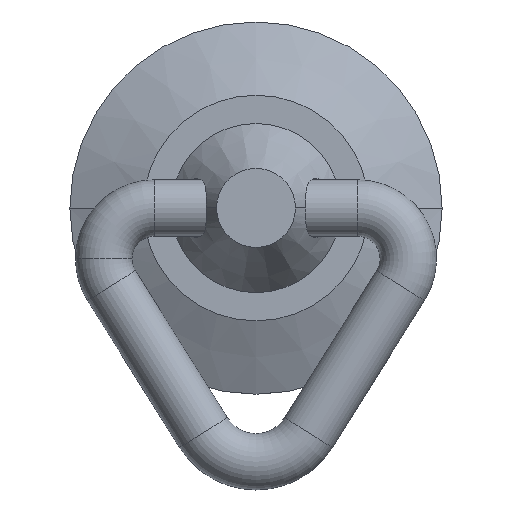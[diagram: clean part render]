
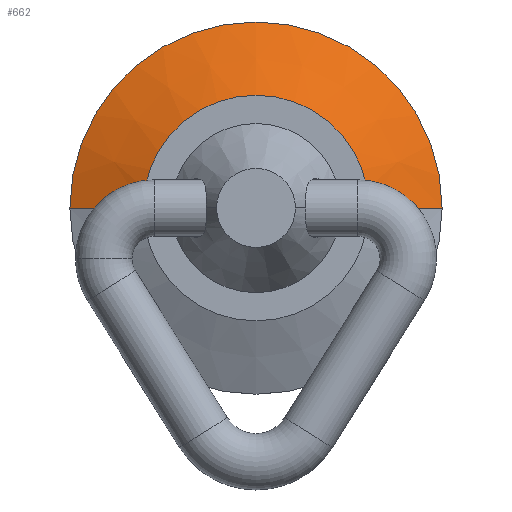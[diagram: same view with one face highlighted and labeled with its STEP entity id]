
A CAD part, top view. The second image highlights one B-rep face of the part: STEP entity #662.
In plain terms, the highlighted conical face has half-angle 65.225 degrees and reference radius 10 mm.
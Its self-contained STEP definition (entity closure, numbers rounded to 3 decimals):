
#456 = CIRCLE ( 'NONE', #989, 16.5 ) ;
#493 = CIRCLE ( 'NONE', #1030, 10. ) ;
#662 = ADVANCED_FACE ( 'NONE', ( #2616 ), #825, .T. ) ;
#761 = EDGE_CURVE ( 'NONE', #3283, #2877, #456, .T. ) ;
#763 = EDGE_CURVE ( 'NONE', #3230, #3283, #1622, .T. ) ;
#764 = EDGE_CURVE ( 'NONE', #3230, #2946, #493, .T. ) ;
#765 = EDGE_CURVE ( 'NONE', #2946, #2877, #1628, .T. ) ;
#825 = CONICAL_SURFACE ( 'NONE', #2621, 10., 1.138 ) ;
#906 = VECTOR ( 'NONE', #1624, 1000. ) ;
#989 = AXIS2_PLACEMENT_3D ( 'NONE', #1615, #1616, #1617 ) ;
#1030 = AXIS2_PLACEMENT_3D ( 'NONE', #1618, #1625, #1626 ) ;
#1032 = VECTOR ( 'NONE', #1630, 1000. ) ;
#1229 = EDGE_LOOP ( 'NONE', ( #3274, #3203, #3197, #3021 ) ) ;
#1615 = CARTESIAN_POINT ( 'NONE',  ( 0., 0., -3. ) ) ;
#1616 = DIRECTION ( 'NONE',  ( 0., 0., 1. ) ) ;
#1617 = DIRECTION ( 'NONE',  ( 1., 0., 0. ) ) ;
#1618 = CARTESIAN_POINT ( 'NONE',  ( 0., 0., 0. ) ) ;
#1622 = LINE ( 'NONE', #1623, #906 ) ;
#1623 = CARTESIAN_POINT ( 'NONE',  ( 10., 0., 0. ) ) ;
#1624 = DIRECTION ( 'NONE',  ( 0.908, 0., -0.419 ) ) ;
#1625 = DIRECTION ( 'NONE',  ( 0., 0., 1. ) ) ;
#1626 = DIRECTION ( 'NONE',  ( 1., 0., 0. ) ) ;
#1628 = LINE ( 'NONE', #1629, #1032 ) ;
#1629 = CARTESIAN_POINT ( 'NONE',  ( -10., 0., 0. ) ) ;
#1630 = DIRECTION ( 'NONE',  ( -0.908, 0., -0.419 ) ) ;
#1701 = CARTESIAN_POINT ( 'NONE',  ( -16.5, 0., -3. ) ) ;
#1719 = CARTESIAN_POINT ( 'NONE',  ( -10., 0., 0. ) ) ;
#1785 = CARTESIAN_POINT ( 'NONE',  ( 10., 0., 0. ) ) ;
#1798 = CARTESIAN_POINT ( 'NONE',  ( 16.5, 0., -3. ) ) ;
#2314 = CARTESIAN_POINT ( 'NONE',  ( 0., 0., 0. ) ) ;
#2315 = DIRECTION ( 'NONE',  ( 0., 0., -1. ) ) ;
#2316 = DIRECTION ( 'NONE',  ( -1., 0., 0. ) ) ;
#2616 = FACE_OUTER_BOUND ( 'NONE', #1229, .T. ) ;
#2621 = AXIS2_PLACEMENT_3D ( 'NONE', #2314, #2315, #2316 ) ;
#2877 = VERTEX_POINT ( 'NONE', #1701 ) ;
#2946 = VERTEX_POINT ( 'NONE', #1719 ) ;
#3021 = ORIENTED_EDGE ( 'NONE', *, *, #765, .F. ) ;
#3197 = ORIENTED_EDGE ( 'NONE', *, *, #761, .T. ) ;
#3203 = ORIENTED_EDGE ( 'NONE', *, *, #763, .T. ) ;
#3230 = VERTEX_POINT ( 'NONE', #1785 ) ;
#3274 = ORIENTED_EDGE ( 'NONE', *, *, #764, .F. ) ;
#3283 = VERTEX_POINT ( 'NONE', #1798 ) ;
